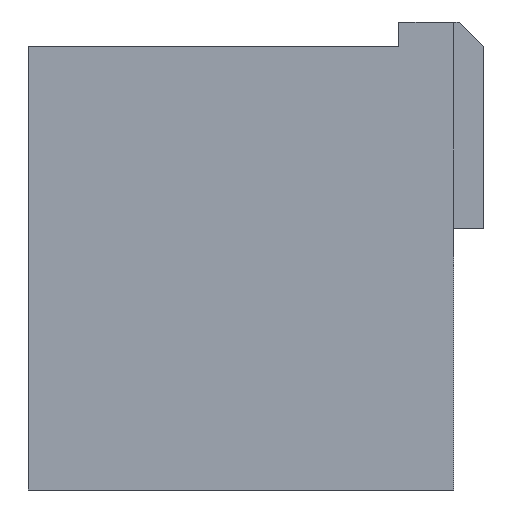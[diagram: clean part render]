
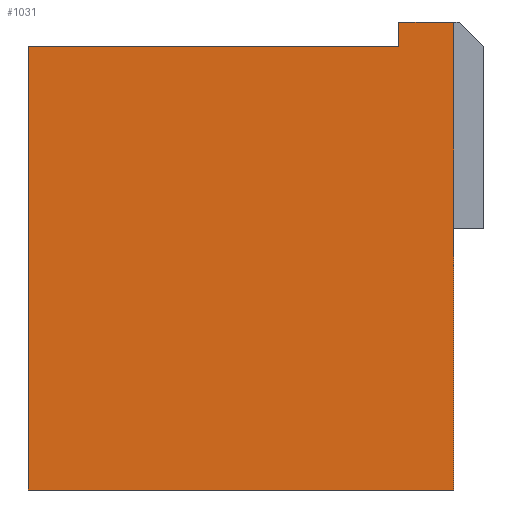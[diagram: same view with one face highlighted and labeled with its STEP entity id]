
A CAD part, left-side view. The second image highlights one B-rep face of the part: STEP entity #1031.
In plain terms, the highlighted planar face has unit normal (-1, 0, 0).
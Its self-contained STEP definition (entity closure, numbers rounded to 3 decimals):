
#79=PLANE('',#1125);
#129=FACE_OUTER_BOUND('',#199,.T.);
#199=EDGE_LOOP('',(#953,#954,#955,#956,#957,#958));
#255=LINE('',#1509,#369);
#266=LINE('',#1532,#380);
#272=LINE('',#1542,#386);
#284=LINE('',#1568,#398);
#293=LINE('',#1605,#407);
#316=LINE('',#1745,#430);
#369=VECTOR('',#1218,10.);
#380=VECTOR('',#1235,10.);
#386=VECTOR('',#1243,10.);
#398=VECTOR('',#1265,10.);
#407=VECTOR('',#1308,10.);
#430=VECTOR('',#1387,10.);
#495=VERTEX_POINT('',#1506);
#496=VERTEX_POINT('',#1508);
#505=VERTEX_POINT('',#1530);
#508=VERTEX_POINT('',#1540);
#517=VERTEX_POINT('',#1567);
#528=VERTEX_POINT('',#1603);
#602=EDGE_CURVE('',#495,#496,#255,.T.);
#614=EDGE_CURVE('',#505,#495,#266,.T.);
#620=EDGE_CURVE('',#505,#508,#272,.T.);
#632=EDGE_CURVE('',#496,#517,#284,.T.);
#652=EDGE_CURVE('',#528,#508,#293,.T.);
#687=EDGE_CURVE('',#517,#528,#316,.T.);
#953=ORIENTED_EDGE('',*,*,#687,.F.);
#954=ORIENTED_EDGE('',*,*,#632,.F.);
#955=ORIENTED_EDGE('',*,*,#602,.F.);
#956=ORIENTED_EDGE('',*,*,#614,.F.);
#957=ORIENTED_EDGE('',*,*,#620,.T.);
#958=ORIENTED_EDGE('',*,*,#652,.F.);
#1031=ADVANCED_FACE('',(#129),#79,.T.);
#1125=AXIS2_PLACEMENT_3D('',#1744,#1385,#1386);
#1218=DIRECTION('',(0.,0.,1.));
#1235=DIRECTION('',(0.,-1.,0.));
#1243=DIRECTION('',(0.,0.,-1.));
#1265=DIRECTION('',(0.,-1.,0.));
#1308=DIRECTION('',(0.,1.,0.));
#1385=DIRECTION('center_axis',(-1.,0.,0.));
#1386=DIRECTION('ref_axis',(0.,-1.,0.));
#1387=DIRECTION('',(0.,0.,-1.));
#1506=CARTESIAN_POINT('',(-17.5,-12.978,3.));
#1508=CARTESIAN_POINT('',(-17.5,-12.978,5.));
#1509=CARTESIAN_POINT('',(-17.5,-12.978,3.));
#1530=CARTESIAN_POINT('',(-17.5,17.5,3.));
#1532=CARTESIAN_POINT('',(-17.5,17.5,3.));
#1540=CARTESIAN_POINT('',(-17.5,17.5,-33.5));
#1542=CARTESIAN_POINT('',(-17.5,17.5,-31.5));
#1567=CARTESIAN_POINT('',(-17.5,-17.5,5.));
#1568=CARTESIAN_POINT('',(-17.5,-12.978,5.));
#1603=CARTESIAN_POINT('',(-17.5,-17.5,-33.5));
#1605=CARTESIAN_POINT('',(-17.5,-17.5,-33.5));
#1744=CARTESIAN_POINT('Origin',(-17.5,17.5,0.));
#1745=CARTESIAN_POINT('',(-17.5,-17.5,0.));
